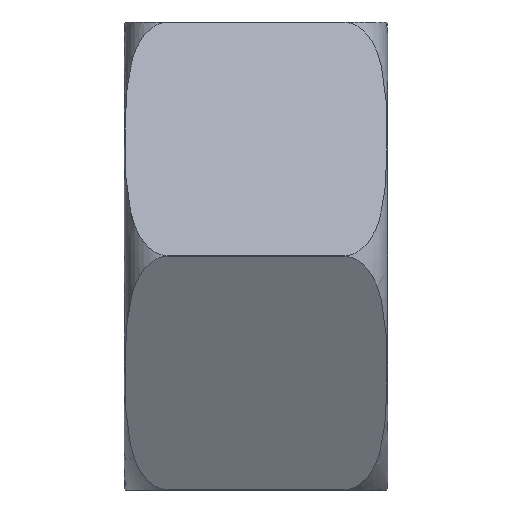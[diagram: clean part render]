
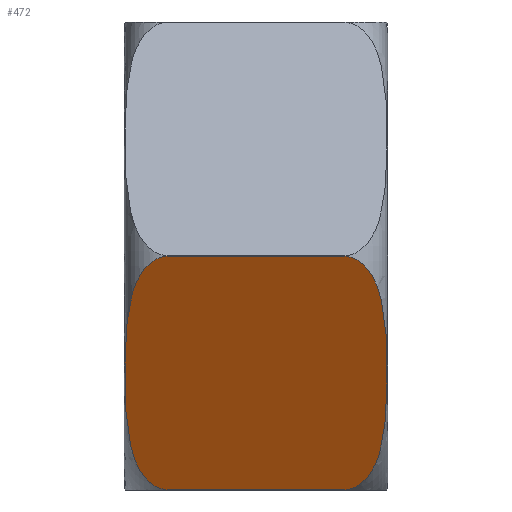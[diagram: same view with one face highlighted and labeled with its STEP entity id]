
A CAD part, front view. The second image highlights one B-rep face of the part: STEP entity #472.
In plain terms, the highlighted planar face has unit normal (0, -0.866, -0.5).
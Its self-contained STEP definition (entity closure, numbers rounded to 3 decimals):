
#130=FACE_OUTER_BOUND('',#781,.T.);
#240=LINE('',#3372,#347);
#250=LINE('',#3528,#357);
#347=VECTOR('',#2499,1.);
#357=VECTOR('',#2543,1.);
#472=ADVANCED_FACE('',(#130),#590,.T.);
#590=PLANE('',#2374);
#781=EDGE_LOOP('',(#1055,#1056,#1057,#1058));
#1055=ORIENTED_EDGE('',*,*,#1919,.T.);
#1056=ORIENTED_EDGE('',*,*,#1910,.T.);
#1057=ORIENTED_EDGE('',*,*,#1892,.T.);
#1058=ORIENTED_EDGE('',*,*,#1925,.T.);
#1664=VERTEX_POINT('',#3367);
#1666=VERTEX_POINT('',#3371);
#1683=VERTEX_POINT('',#3446);
#1686=VERTEX_POINT('',#3525);
#1892=EDGE_CURVE('',#1664,#1666,#240,.T.);
#1910=EDGE_CURVE('',#1683,#1664,#2221,.T.);
#1919=EDGE_CURVE('',#1686,#1683,#250,.T.);
#1925=EDGE_CURVE('',#1666,#1686,#2231,.T.);
#2221=B_SPLINE_CURVE_WITH_KNOTS('',3,(#3428,#3429,#3430,#3431,#3432,#3433,
#3434,#3435,#3436,#3437,#3438,#3439,#3440,#3441,#3442,#3443,#3444,#3445),
 .UNSPECIFIED.,.F.,.F.,(4,2,2,2,2,2,2,2,4),(0.,0.062,0.125,
0.25,0.5,0.75,0.875,0.938,1.),.UNSPECIFIED.);
#2231=B_SPLINE_CURVE_WITH_KNOTS('',3,(#3620,#3621,#3622,#3623,#3624,#3625,
#3626,#3627,#3628,#3629,#3630,#3631,#3632,#3633,#3634,#3635,#3636,#3637),
 .UNSPECIFIED.,.F.,.F.,(4,2,2,2,2,2,2,2,4),(0.,0.062,0.125,
0.25,0.5,0.75,0.875,0.938,1.),.UNSPECIFIED.);
#2374=AXIS2_PLACEMENT_3D('',#3653,#2566,#2567);
#2499=DIRECTION('',(1.,0.,0.));
#2543=DIRECTION('',(-1.,0.,0.));
#2566=DIRECTION('',(0.,-0.866,-0.5));
#2567=DIRECTION('',(0.,0.5,-0.866));
#3367=CARTESIAN_POINT('',(3.,-9.249,-15.981));
#3371=CARTESIAN_POINT('',(15.,-9.249,-15.981));
#3372=CARTESIAN_POINT('',(0.,-9.249,-15.981));
#3428=CARTESIAN_POINT('',(3.,-18.464,-0.019));
#3429=CARTESIAN_POINT('',(2.557,-18.464,-0.019));
#3430=CARTESIAN_POINT('',(2.138,-18.36,-0.2));
#3431=CARTESIAN_POINT('',(1.489,-18.068,-0.706));
#3432=CARTESIAN_POINT('',(1.241,-17.882,-1.028));
#3433=CARTESIAN_POINT('',(0.656,-17.3,-2.035));
#3434=CARTESIAN_POINT('',(0.454,-16.869,-2.781));
#3435=CARTESIAN_POINT('',(0.057,-15.593,-4.992));
#3436=CARTESIAN_POINT('',(0.048,-14.722,-6.501));
#3437=CARTESIAN_POINT('',(0.048,-12.993,-9.495));
#3438=CARTESIAN_POINT('',(0.055,-12.129,-10.991));
#3439=CARTESIAN_POINT('',(0.455,-10.839,-13.226));
#3440=CARTESIAN_POINT('',(0.66,-10.408,-13.973));
#3441=CARTESIAN_POINT('',(1.242,-9.831,-14.972));
#3442=CARTESIAN_POINT('',(1.488,-9.646,-15.293));
#3443=CARTESIAN_POINT('',(2.139,-9.352,-15.801));
#3444=CARTESIAN_POINT('',(2.556,-9.249,-15.981));
#3445=CARTESIAN_POINT('',(3.,-9.249,-15.981));
#3446=CARTESIAN_POINT('',(3.,-18.464,-0.019));
#3525=CARTESIAN_POINT('',(15.,-18.464,-0.019));
#3528=CARTESIAN_POINT('',(0.,-18.464,-0.019));
#3620=CARTESIAN_POINT('',(15.,-9.249,-15.981));
#3621=CARTESIAN_POINT('',(15.443,-9.249,-15.981));
#3622=CARTESIAN_POINT('',(15.862,-9.353,-15.8));
#3623=CARTESIAN_POINT('',(16.511,-9.645,-15.294));
#3624=CARTESIAN_POINT('',(16.759,-9.831,-14.972));
#3625=CARTESIAN_POINT('',(17.344,-10.413,-13.965));
#3626=CARTESIAN_POINT('',(17.546,-10.843,-13.219));
#3627=CARTESIAN_POINT('',(17.943,-12.12,-11.008));
#3628=CARTESIAN_POINT('',(17.952,-12.991,-9.499));
#3629=CARTESIAN_POINT('',(17.952,-14.719,-6.505));
#3630=CARTESIAN_POINT('',(17.945,-15.584,-5.009));
#3631=CARTESIAN_POINT('',(17.545,-16.873,-2.774));
#3632=CARTESIAN_POINT('',(17.34,-17.305,-2.027));
#3633=CARTESIAN_POINT('',(16.758,-17.882,-1.028));
#3634=CARTESIAN_POINT('',(16.512,-18.067,-0.707));
#3635=CARTESIAN_POINT('',(15.861,-18.36,-0.199));
#3636=CARTESIAN_POINT('',(15.444,-18.464,-0.019));
#3637=CARTESIAN_POINT('',(15.,-18.464,-0.019));
#3653=CARTESIAN_POINT('',(19.8,-9.238,-16.));
